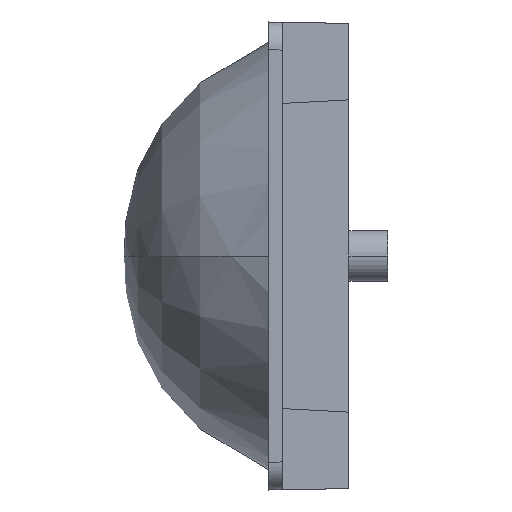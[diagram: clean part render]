
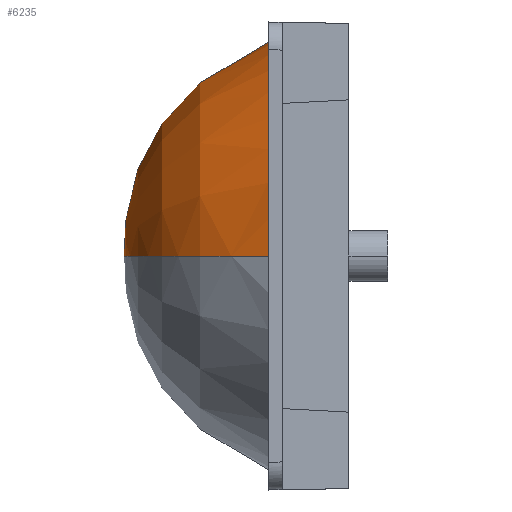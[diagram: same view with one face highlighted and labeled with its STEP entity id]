
A CAD part, left-side view. The second image highlights one B-rep face of the part: STEP entity #6235.
In plain terms, the highlighted face is a revolution surface.
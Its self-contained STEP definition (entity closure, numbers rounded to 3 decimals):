
#805=CARTESIAN_POINT('',(0.,2.2,0.));
#806=DIRECTION('',(0.,1.,0.));
#807=DIRECTION('',(-1.,0.,0.));
#808=AXIS2_PLACEMENT_3D('',#805,#806,#807);
#1109=CARTESIAN_POINT('',(-7.692,2.2,0.));
#1110=CARTESIAN_POINT('',(-7.341,3.163,0.));
#1111=CARTESIAN_POINT('',(-6.459,4.78,0.));
#1112=CARTESIAN_POINT('',(-4.524,6.318,0.));
#1113=CARTESIAN_POINT('',(-2.872,7.069,0.));
#1114=CARTESIAN_POINT('',(-1.302,7.36,0.));
#1115=CARTESIAN_POINT('',(-0.401,7.386,0.));
#1116=CARTESIAN_POINT('',(0.,7.386,0.));
#1118=CARTESIAN_POINT('',(7.692,2.2,0.));
#1119=CARTESIAN_POINT('',(7.341,3.163,0.));
#1120=CARTESIAN_POINT('',(6.459,4.78,0.));
#1121=CARTESIAN_POINT('',(4.524,6.318,0.));
#1122=CARTESIAN_POINT('',(2.872,7.069,0.));
#1123=CARTESIAN_POINT('',(1.302,7.36,0.));
#1124=CARTESIAN_POINT('',(0.401,7.386,0.));
#1125=CARTESIAN_POINT('',(0.,7.386,0.));
#4353=CARTESIAN_POINT('',(-7.692,2.2,0.));
#4354=CARTESIAN_POINT('',(7.692,2.2,0.));
#4355=VERTEX_POINT('',#4353);
#4356=VERTEX_POINT('',#4354);
#4398=VERTEX_POINT('',#1125);
#6214=CARTESIAN_POINT('',(7.75,2.036,0.));
#6215=CARTESIAN_POINT('',(7.731,2.091,0.));
#6216=CARTESIAN_POINT('',(7.372,3.107,0.));
#6217=CARTESIAN_POINT('',(6.459,4.78,0.));
#6218=CARTESIAN_POINT('',(4.524,6.318,0.));
#6219=CARTESIAN_POINT('',(2.872,7.069,0.));
#6220=CARTESIAN_POINT('',(1.302,7.36,0.));
#6221=CARTESIAN_POINT('',(0.401,7.386,0.));
#6222=CARTESIAN_POINT('',(0.,7.386,0.));
#6224=CARTESIAN_POINT('',(0.,1.709,0.));
#6225=DIRECTION('',(0.,1.,0.));
#6226=AXIS1_PLACEMENT('',#6224,#6225);
#6227=SURFACE_OF_REVOLUTION('',#6223,#6226);
#6229=ORIENTED_EDGE('',*,*,#6228,.F.);
#6230=ORIENTED_EDGE('',*,*,#5817,.F.);
#6232=ORIENTED_EDGE('',*,*,#6231,.T.);
#6233=EDGE_LOOP('',(#6229,#6230,#6232));
#6234=FACE_OUTER_BOUND('',#6233,.F.);
#6235=ADVANCED_FACE('',(#6234),#6227,.T.);
#809=CIRCLE('',#808,7.692);
#1117=B_SPLINE_CURVE_WITH_KNOTS('',3,(#1109,#1110,#1111,#1112,#1113,#1114,#1115,
#1116),.UNSPECIFIED.,.F.,.F.,(4,1,1,1,1,4),(0.,0.323,
0.528,0.728,0.877,1.),.UNSPECIFIED.);
#1126=B_SPLINE_CURVE_WITH_KNOTS('',3,(#1118,#1119,#1120,#1121,#1122,#1123,#1124,
#1125),.UNSPECIFIED.,.F.,.F.,(4,1,1,1,1,4),(0.,0.323,
0.528,0.728,0.877,1.),.UNSPECIFIED.);
#5817=EDGE_CURVE('',#4355,#4356,#809,.T.);
#6223=B_SPLINE_CURVE_WITH_KNOTS('',3,(#6214,#6215,#6216,#6217,#6218,#6219,#6220,
#6221,#6222),.UNSPECIFIED.,.F.,.F.,(4,1,1,1,1,1,4),(0.,0.018,
0.335,0.536,0.732,0.88,1.),
.UNSPECIFIED.);
#6228=EDGE_CURVE('',#4356,#4398,#1126,.T.);
#6231=EDGE_CURVE('',#4355,#4398,#1117,.T.);
